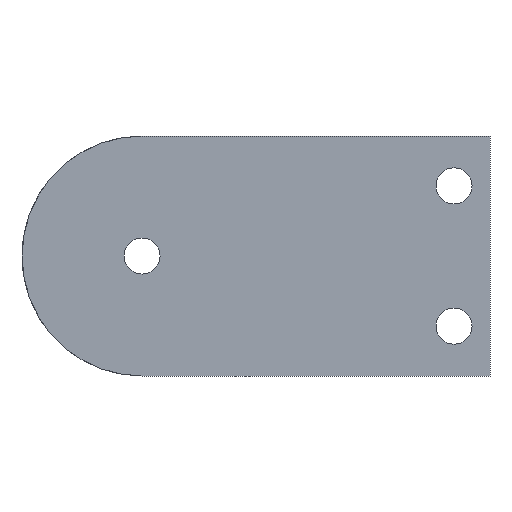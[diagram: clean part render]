
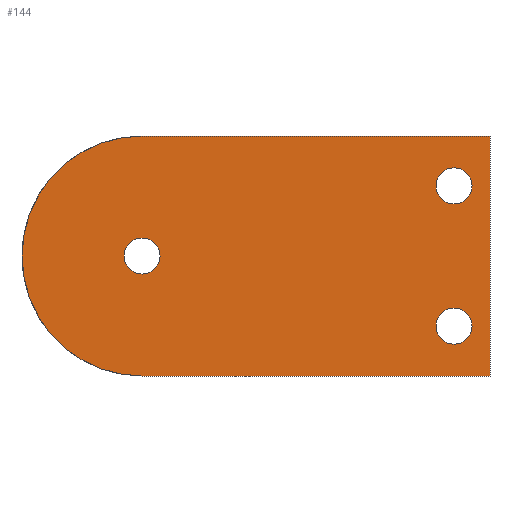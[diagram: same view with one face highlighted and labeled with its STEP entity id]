
A CAD part, front view. The second image highlights one B-rep face of the part: STEP entity #144.
In plain terms, the highlighted planar face has unit normal (0, -1, 0).
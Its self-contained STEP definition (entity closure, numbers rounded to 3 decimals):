
#18 = EDGE_CURVE ( 'NONE', #736, #430, #311, .T. ) ;
#23 = DIRECTION ( 'NONE',  ( 0., 1., 0. ) ) ;
#27 = AXIS2_PLACEMENT_3D ( 'NONE', #726, #718, #165 ) ;
#32 = CARTESIAN_POINT ( 'NONE',  ( 26., -10., -7.342 ) ) ;
#39 = CARTESIAN_POINT ( 'NONE',  ( 0., -10., 0. ) ) ;
#41 = DIRECTION ( 'NONE',  ( 0., 1., 0. ) ) ;
#46 = CARTESIAN_POINT ( 'NONE',  ( 29., -10., 10. ) ) ;
#54 = DIRECTION ( 'NONE',  ( -1., 0., 0. ) ) ;
#70 = VERTEX_POINT ( 'NONE', #198 ) ;
#73 = ORIENTED_EDGE ( 'NONE', *, *, #86, .T. ) ;
#80 = FACE_BOUND ( 'NONE', #295, .T. ) ;
#81 = CARTESIAN_POINT ( 'NONE',  ( 0., -10., 10. ) ) ;
#86 = EDGE_CURVE ( 'NONE', #695, #105, #595, .T. ) ;
#87 = CIRCLE ( 'NONE', #125, 1.5 ) ;
#90 = CARTESIAN_POINT ( 'NONE',  ( 0., -10., -1.5 ) ) ;
#100 = DIRECTION ( 'NONE',  ( 0., 0., -1. ) ) ;
#105 = VERTEX_POINT ( 'NONE', #263 ) ;
#125 = AXIS2_PLACEMENT_3D ( 'NONE', #404, #41, #601 ) ;
#144 = ADVANCED_FACE ( 'NONE', ( #619, #692, #80, #586 ), #206, .F. ) ;
#158 = CARTESIAN_POINT ( 'NONE',  ( 0., -10., 0. ) ) ;
#165 = DIRECTION ( 'NONE',  ( 0., 0., 1. ) ) ;
#170 = DIRECTION ( 'NONE',  ( 0., 1., 0. ) ) ;
#176 = CIRCLE ( 'NONE', #689, 1.5 ) ;
#179 = CARTESIAN_POINT ( 'NONE',  ( 0., -10., 1.5 ) ) ;
#198 = CARTESIAN_POINT ( 'NONE',  ( 29., -10., -10. ) ) ;
#206 = PLANE ( 'NONE',  #386 ) ;
#207 = EDGE_CURVE ( 'NONE', #417, #70, #358, .T. ) ;
#214 = DIRECTION ( 'NONE',  ( 0., 0., 1. ) ) ;
#216 = AXIS2_PLACEMENT_3D ( 'NONE', #644, #267, #391 ) ;
#217 = EDGE_LOOP ( 'NONE', ( #651, #540, #567, #621 ) ) ;
#227 = VECTOR ( 'NONE', #351, 1000. ) ;
#241 = EDGE_CURVE ( 'NONE', #674, #332, #424, .T. ) ;
#263 = CARTESIAN_POINT ( 'NONE',  ( 26., -10., -4.342 ) ) ;
#266 = DIRECTION ( 'NONE',  ( 0., 0., 1. ) ) ;
#267 = DIRECTION ( 'NONE',  ( 0., 1., 0. ) ) ;
#276 = VERTEX_POINT ( 'NONE', #289 ) ;
#278 = EDGE_CURVE ( 'NONE', #417, #430, #321, .T. ) ;
#289 = CARTESIAN_POINT ( 'NONE',  ( 26., -10., 4.342 ) ) ;
#295 = EDGE_LOOP ( 'NONE', ( #538, #73 ) ) ;
#311 = LINE ( 'NONE', #613, #768 ) ;
#317 = CARTESIAN_POINT ( 'NONE',  ( 26., -10., -5.842 ) ) ;
#318 = EDGE_CURVE ( 'NONE', #70, #736, #722, .T. ) ;
#321 = CIRCLE ( 'NONE', #27, 10. ) ;
#323 = CARTESIAN_POINT ( 'NONE',  ( 0., -10., -10. ) ) ;
#327 = EDGE_CURVE ( 'NONE', #105, #695, #176, .T. ) ;
#332 = VERTEX_POINT ( 'NONE', #179 ) ;
#341 = CARTESIAN_POINT ( 'NONE',  ( 0., -10., 0. ) ) ;
#351 = DIRECTION ( 'NONE',  ( 1., 0., 0. ) ) ;
#358 = LINE ( 'NONE', #416, #227 ) ;
#369 = ORIENTED_EDGE ( 'NONE', *, *, #702, .T. ) ;
#386 = AXIS2_PLACEMENT_3D ( 'NONE', #39, #23, #266 ) ;
#389 = CIRCLE ( 'NONE', #216, 1.5 ) ;
#391 = DIRECTION ( 'NONE',  ( 0., 0., 1. ) ) ;
#404 = CARTESIAN_POINT ( 'NONE',  ( 26., -10., 5.842 ) ) ;
#416 = CARTESIAN_POINT ( 'NONE',  ( 29., -10., -10. ) ) ;
#417 = VERTEX_POINT ( 'NONE', #323 ) ;
#424 = CIRCLE ( 'NONE', #597, 1.5 ) ;
#430 = VERTEX_POINT ( 'NONE', #81 ) ;
#461 = CARTESIAN_POINT ( 'NONE',  ( 26., -10., 7.342 ) ) ;
#477 = CARTESIAN_POINT ( 'NONE',  ( 29., -10., 10. ) ) ;
#491 = VERTEX_POINT ( 'NONE', #461 ) ;
#493 = ORIENTED_EDGE ( 'NONE', *, *, #241, .T. ) ;
#501 = EDGE_LOOP ( 'NONE', ( #493, #369 ) ) ;
#513 = CIRCLE ( 'NONE', #785, 1.5 ) ;
#527 = DIRECTION ( 'NONE',  ( 0., 0., -1. ) ) ;
#538 = ORIENTED_EDGE ( 'NONE', *, *, #327, .T. ) ;
#540 = ORIENTED_EDGE ( 'NONE', *, *, #207, .T. ) ;
#541 = DIRECTION ( 'NONE',  ( 0., 1., 0. ) ) ;
#546 = EDGE_CURVE ( 'NONE', #491, #276, #389, .T. ) ;
#567 = ORIENTED_EDGE ( 'NONE', *, *, #318, .T. ) ;
#585 = VECTOR ( 'NONE', #649, 1000. ) ;
#586 = FACE_OUTER_BOUND ( 'NONE', #217, .T. ) ;
#595 = CIRCLE ( 'NONE', #713, 1.5 ) ;
#597 = AXIS2_PLACEMENT_3D ( 'NONE', #158, #541, #602 ) ;
#601 = DIRECTION ( 'NONE',  ( 0., 0., 1. ) ) ;
#602 = DIRECTION ( 'NONE',  ( 0., 0., 1. ) ) ;
#603 = EDGE_LOOP ( 'NONE', ( #724, #685 ) ) ;
#613 = CARTESIAN_POINT ( 'NONE',  ( 0., -10., 10. ) ) ;
#619 = FACE_BOUND ( 'NONE', #501, .T. ) ;
#621 = ORIENTED_EDGE ( 'NONE', *, *, #18, .T. ) ;
#644 = CARTESIAN_POINT ( 'NONE',  ( 26., -10., 5.842 ) ) ;
#649 = DIRECTION ( 'NONE',  ( 0., 0., 1. ) ) ;
#651 = ORIENTED_EDGE ( 'NONE', *, *, #278, .F. ) ;
#674 = VERTEX_POINT ( 'NONE', #90 ) ;
#685 = ORIENTED_EDGE ( 'NONE', *, *, #779, .T. ) ;
#689 = AXIS2_PLACEMENT_3D ( 'NONE', #797, #170, #100 ) ;
#692 = FACE_BOUND ( 'NONE', #603, .T. ) ;
#695 = VERTEX_POINT ( 'NONE', #32 ) ;
#702 = EDGE_CURVE ( 'NONE', #332, #674, #513, .T. ) ;
#713 = AXIS2_PLACEMENT_3D ( 'NONE', #317, #756, #527 ) ;
#718 = DIRECTION ( 'NONE',  ( 0., 1., 0. ) ) ;
#722 = LINE ( 'NONE', #46, #585 ) ;
#724 = ORIENTED_EDGE ( 'NONE', *, *, #546, .T. ) ;
#726 = CARTESIAN_POINT ( 'NONE',  ( 0., -10., 0. ) ) ;
#736 = VERTEX_POINT ( 'NONE', #477 ) ;
#756 = DIRECTION ( 'NONE',  ( 0., 1., 0. ) ) ;
#767 = DIRECTION ( 'NONE',  ( 0., 1., 0. ) ) ;
#768 = VECTOR ( 'NONE', #54, 1000. ) ;
#779 = EDGE_CURVE ( 'NONE', #276, #491, #87, .T. ) ;
#785 = AXIS2_PLACEMENT_3D ( 'NONE', #341, #767, #214 ) ;
#797 = CARTESIAN_POINT ( 'NONE',  ( 26., -10., -5.842 ) ) ;
